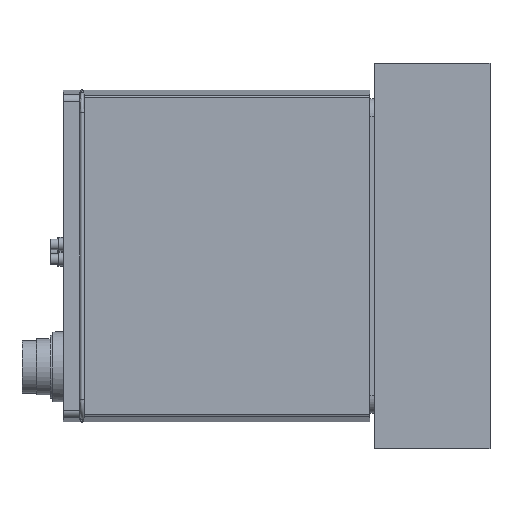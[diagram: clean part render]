
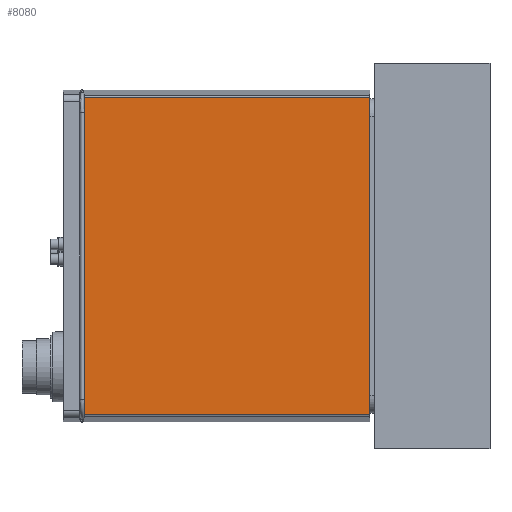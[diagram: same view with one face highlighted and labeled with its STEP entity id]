
A CAD part, left-side view. The second image highlights one B-rep face of the part: STEP entity #8080.
In plain terms, the highlighted planar face has unit normal (-1, 0, 0).
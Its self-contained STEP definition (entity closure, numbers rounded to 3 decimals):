
#223=LINE('',#11899,#790);
#434=LINE('',#12719,#1001);
#435=LINE('',#12722,#1002);
#436=LINE('',#12723,#1003);
#790=VECTOR('',#9527,90.747);
#1001=VECTOR('',#10174,81.5);
#1002=VECTOR('',#10177,90.747);
#1003=VECTOR('',#10178,81.5);
#1510=PLANE('',#8739);
#1949=FACE_OUTER_BOUND('',#2482,.T.);
#2482=EDGE_LOOP('',(#5846,#5847,#5848,#5849));
#3386=VERTEX_POINT('',#11895);
#3388=VERTEX_POINT('',#11898);
#3635=VERTEX_POINT('',#12717);
#3636=VERTEX_POINT('',#12721);
#4130=EDGE_CURVE('',#3386,#3388,#223,.T.);
#4472=EDGE_CURVE('',#3635,#3386,#434,.T.);
#4473=EDGE_CURVE('',#3635,#3636,#435,.T.);
#4474=EDGE_CURVE('',#3388,#3636,#436,.T.);
#5846=ORIENTED_EDGE('',*,*,#4472,.F.);
#5847=ORIENTED_EDGE('',*,*,#4473,.T.);
#5848=ORIENTED_EDGE('',*,*,#4474,.F.);
#5849=ORIENTED_EDGE('',*,*,#4130,.F.);
#8080=ADVANCED_FACE('',(#1949),#1510,.T.);
#8739=AXIS2_PLACEMENT_3D('',#12720,#10175,#10176);
#9527=DIRECTION('',(0.,0.,1.));
#10174=DIRECTION('',(0.,1.,0.));
#10175=DIRECTION('center_axis',(-1.,0.,0.));
#10176=DIRECTION('ref_axis',(0.,1.,0.));
#10177=DIRECTION('',(0.,0.,1.));
#10178=DIRECTION('',(0.,-1.,0.));
#11895=CARTESIAN_POINT('',(-58.702,-100.043,97.241));
#11898=CARTESIAN_POINT('',(-58.702,-100.043,187.988));
#11899=CARTESIAN_POINT('',(-58.702,-100.043,188.397));
#12717=CARTESIAN_POINT('',(-58.702,-181.543,97.241));
#12719=CARTESIAN_POINT('',(-58.702,-181.543,97.241));
#12720=CARTESIAN_POINT('Origin',(-58.702,-181.543,188.397));
#12721=CARTESIAN_POINT('',(-58.702,-181.543,187.988));
#12722=CARTESIAN_POINT('',(-58.702,-181.543,96.832));
#12723=CARTESIAN_POINT('',(-58.702,-181.543,187.988));
